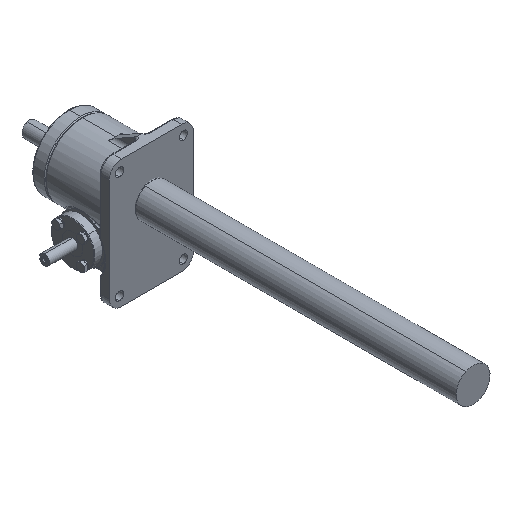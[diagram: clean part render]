
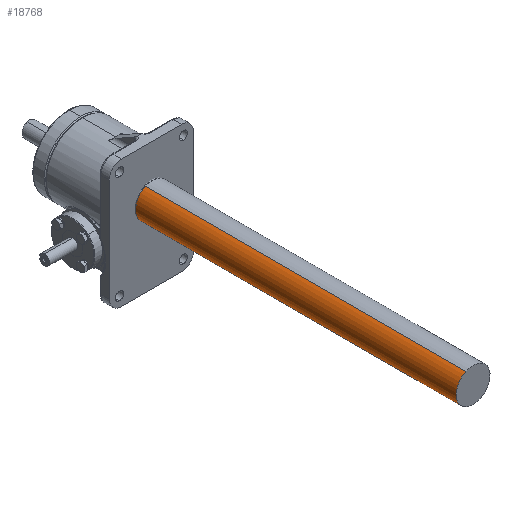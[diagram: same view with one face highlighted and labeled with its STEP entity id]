
A CAD part, isometric view. The second image highlights one B-rep face of the part: STEP entity #18768.
In plain terms, the highlighted cylindrical face has radius 21.082 mm (diameter 42.164 mm), a partial arc.
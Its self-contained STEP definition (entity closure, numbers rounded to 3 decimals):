
#28 = DIRECTION ( 'NONE',  ( -1., 0., 0. ) ) ;
#258 = CARTESIAN_POINT ( 'NONE',  ( -111.602, 0., 0. ) ) ;
#617 = CARTESIAN_POINT ( 'NONE',  ( 19.05, 0., 0. ) ) ;
#897 = DIRECTION ( 'NONE',  ( 0., 0., 1. ) ) ;
#1003 = CARTESIAN_POINT ( 'NONE',  ( 417.75, 0., -21.082 ) ) ;
#1556 = DIRECTION ( 'NONE',  ( -1., 0., 0. ) ) ;
#1582 = EDGE_CURVE ( 'NONE', #1995, #6198, #13547, .T. ) ;
#1926 = DIRECTION ( 'NONE',  ( 0., 0., 1. ) ) ;
#1985 = AXIS2_PLACEMENT_3D ( 'NONE', #617, #12942, #4164 ) ;
#1995 = VERTEX_POINT ( 'NONE', #19162 ) ;
#3140 = ORIENTED_EDGE ( 'NONE', *, *, #1582, .T. ) ;
#4164 = DIRECTION ( 'NONE',  ( 0., 0., 1. ) ) ;
#4196 = VERTEX_POINT ( 'NONE', #21134 ) ;
#4248 = VECTOR ( 'NONE', #20703, 1000. ) ;
#4255 = EDGE_CURVE ( 'NONE', #22269, #4196, #20586, .T. ) ;
#4515 = AXIS2_PLACEMENT_3D ( 'NONE', #258, #28, #1926 ) ;
#4790 = ORIENTED_EDGE ( 'NONE', *, *, #4255, .F. ) ;
#5371 = CIRCLE ( 'NONE', #12826, 21.082 ) ;
#6198 = VERTEX_POINT ( 'NONE', #8371 ) ;
#7331 = EDGE_CURVE ( 'NONE', #22269, #1995, #5371, .T. ) ;
#8371 = CARTESIAN_POINT ( 'NONE',  ( 19.05, 0., 21.082 ) ) ;
#8843 = ORIENTED_EDGE ( 'NONE', *, *, #7331, .T. ) ;
#9457 = CIRCLE ( 'NONE', #1985, 21.082 ) ;
#11554 = CARTESIAN_POINT ( 'NONE',  ( -111.602, 0., -21.082 ) ) ;
#11679 = CARTESIAN_POINT ( 'NONE',  ( 417.75, 0., 0. ) ) ;
#12353 = CYLINDRICAL_SURFACE ( 'NONE', #4515, 21.082 ) ;
#12826 = AXIS2_PLACEMENT_3D ( 'NONE', #11679, #19087, #897 ) ;
#12942 = DIRECTION ( 'NONE',  ( -1., 0., 0. ) ) ;
#13547 = LINE ( 'NONE', #17178, #4248 ) ;
#14365 = ORIENTED_EDGE ( 'NONE', *, *, #22535, .F. ) ;
#16427 = FACE_OUTER_BOUND ( 'NONE', #21128, .T. ) ;
#17178 = CARTESIAN_POINT ( 'NONE',  ( -111.602, 0., 21.082 ) ) ;
#18768 = ADVANCED_FACE ( 'NONE', ( #16427 ), #12353, .T. ) ;
#19087 = DIRECTION ( 'NONE',  ( -1., 0., 0. ) ) ;
#19162 = CARTESIAN_POINT ( 'NONE',  ( 417.75, 0., 21.082 ) ) ;
#20586 = LINE ( 'NONE', #11554, #22465 ) ;
#20703 = DIRECTION ( 'NONE',  ( -1., 0., 0. ) ) ;
#21128 = EDGE_LOOP ( 'NONE', ( #4790, #8843, #3140, #14365 ) ) ;
#21134 = CARTESIAN_POINT ( 'NONE',  ( 19.05, 0., -21.082 ) ) ;
#22269 = VERTEX_POINT ( 'NONE', #1003 ) ;
#22465 = VECTOR ( 'NONE', #1556, 1000. ) ;
#22535 = EDGE_CURVE ( 'NONE', #4196, #6198, #9457, .T. ) ;
